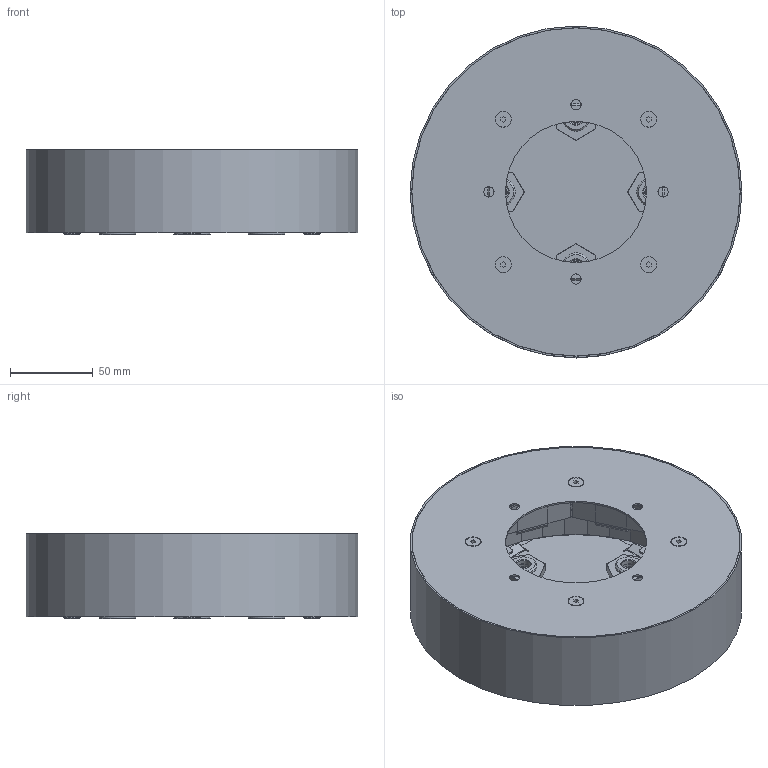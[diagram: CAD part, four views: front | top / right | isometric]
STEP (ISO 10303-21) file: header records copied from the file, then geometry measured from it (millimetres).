
FILE_DESCRIPTION(('STEP AP214'),'1');
FILE_NAME('Art.68002.stp','2020-03-09T15:11:19',(' '),(' '),'Spatial InterOp 3D',' ',' ');
FILE_SCHEMA(('AUTOMOTIVE_DESIGN { 1 0 10303 214 1 1 1 1 }'));
Length unit declared in the file: millimetre
Products named in the file (54): Gruppo LED; S.00182; 23236; STRIPS1000RGB; ASSEM1; Seg. Guaina; Seg. LED; Art.68002; S.00311; 23237; S-00104; 23232; 23231; 23230; 23238; 23235; 23234; S-00185; T-RA063; 23245; GrN; A.00082; A.00081; T.RA069; 23244
Assembly tree (109 placements, depth 4):
  Art.68002
    Gruppo LED
      S.00182  x8
      23236  x8
      STRIPS1000RGB  x8
        ASSEM1
        Seg. Guaina
        Seg. LED
    23237
      S.00311  x8
        ASSEM1
        (unnamed)
        (unnamed)
        (unnamed)
        (unnamed)
        S.00311
      S-00104  x8
        ASSEM1
        (unnamed)
        S-00104
      23232  x4
        ASSEM1
        (unnamed)
        (unnamed)
        (unnamed)
        (unnamed)
        23232
      23231  x4
        ASSEM1
        23231
      23230
    23238
      23235
      23234
    S-00185  x4
      ASSEM1
      (unnamed)
      (unnamed)
      (unnamed)
      (unnamed)
      S-00185
    T-RA063  x4
      ASSEM1
      T-RA063
    23245
    GrN
      A.00082  x4
      A.00081  x4
      (unnamed)
      T.RA069  x4
        ASSEM1
        (unnamed)
        T.RA069
      23244
Bounding box: 200 x 200 x 51.7 mm (x, y, z)
Volume: 186120.7 mm3; surface area: 314108.6 mm2
Topology: 81 solids, 81 shells, 3182 faces, 7980 edges, 4953 vertices
Faces by surface type: plane 1961, cylinder 913, bspline 100, sphere 96, cone 84, torus 24, extrusion 4
Full cylindrical faces by diameter (mm): 0.4 x8, 1.5 x4, 2.5 x8, 3 x32, 3.4 x4, 4.2 x8, 4.3 x8, 5 x16, 5.3 x8, 6.2 x4, 6.5 x4, 6.9 x8, 7 x4, 8.2 x8, 8.566 x4, 8.859 x4, 9.5 x4, 10 x4, 14.95 x4, 16.662 x8, 16.862 x4, 17 x4, 22 x8, 22.4 x4, 85 x1, 170 x1, 197.8 x1
Entity records: 75563 total; most frequent: CARTESIAN_POINT 10589, DIRECTION 9964, ORIENTED_EDGE 9346, EDGE_CURVE 4673, VECTOR 3408, LINE 3404, AXIS2_PLACEMENT_3D 3278, VERTEX_POINT 2925
